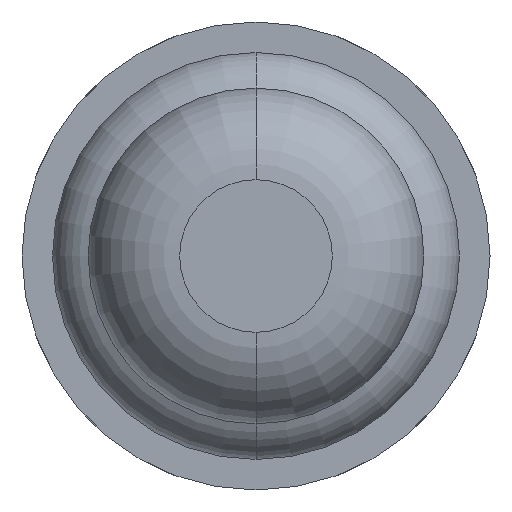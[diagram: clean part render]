
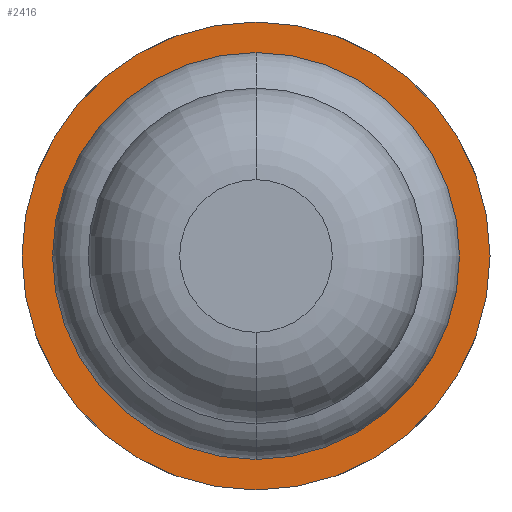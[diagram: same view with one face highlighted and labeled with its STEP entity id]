
A CAD part, front view. The second image highlights one B-rep face of the part: STEP entity #2416.
In plain terms, the highlighted planar face has unit normal (0, -1, 0).
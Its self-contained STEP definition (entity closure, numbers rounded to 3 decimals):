
#57 = DIRECTION ( 'NONE',  ( 0., 1., 0. ) ) ;
#160 = ORIENTED_EDGE ( 'NONE', *, *, #3669, .T. ) ;
#193 = DIRECTION ( 'NONE',  ( 0., 0., 1. ) ) ;
#273 = EDGE_LOOP ( 'NONE', ( #1675, #160 ) ) ;
#308 = CARTESIAN_POINT ( 'NONE',  ( 0., 5., -0.64 ) ) ;
#360 = FACE_BOUND ( 'NONE', #273, .T. ) ;
#410 = FACE_OUTER_BOUND ( 'NONE', #1125, .T. ) ;
#428 = CARTESIAN_POINT ( 'NONE',  ( 0., 5., 1.15 ) ) ;
#694 = EDGE_CURVE ( 'Defeature ausgef�hrt1_25+Defeature ausgef�hrt1_26+Defeature ausgef�hrt1_26+Defeature ausgef�hrt1_26', #1624, #1063, #3387, .T. ) ;
#776 = PLANE ( 'NONE',  #2607 ) ;
#931 = DIRECTION ( 'NONE',  ( 0., 0., 1. ) ) ;
#1016 = EDGE_CURVE ( 'Defeature ausgef�hrt1_25+Defeature ausgef�hrt1_26+Defeature ausgef�hrt1_26+Defeature ausgef�hrt1_26', #1063, #1624, #3716, .T. ) ;
#1063 = VERTEX_POINT ( 'NONE', #3687 ) ;
#1125 = EDGE_LOOP ( 'NONE', ( #3571, #3422 ) ) ;
#1226 = AXIS2_PLACEMENT_3D ( 'NONE', #3596, #4369, #3350 ) ;
#1242 = DIRECTION ( 'NONE',  ( 0., 0., 1. ) ) ;
#1289 = VERTEX_POINT ( 'NONE', #308 ) ;
#1624 = VERTEX_POINT ( 'NONE', #428 ) ;
#1675 = ORIENTED_EDGE ( 'NONE', *, *, #1972, .T. ) ;
#1695 = DIRECTION ( 'NONE',  ( 0., 1., 0. ) ) ;
#1804 = AXIS2_PLACEMENT_3D ( 'NONE', #3712, #2618, #1242 ) ;
#1843 = AXIS2_PLACEMENT_3D ( 'NONE', #2361, #3805, #931 ) ;
#1917 = DIRECTION ( 'NONE',  ( 0., 0., 1. ) ) ;
#1972 = EDGE_CURVE ( 'Defeature ausgef�hrt1_26+Defeature ausgef�hrt1_8+Defeature ausgef�hrt1_8+Defeature ausgef�hrt1_8', #3721, #1289, #3379, .T. ) ;
#2361 = CARTESIAN_POINT ( 'NONE',  ( 0., 5., 0. ) ) ;
#2416 = ADVANCED_FACE ( 'Defeature ausgef�hrt1_26', ( #410, #360 ), #776, .F. ) ;
#2424 = CARTESIAN_POINT ( 'NONE',  ( 0., 5., 0. ) ) ;
#2534 = CIRCLE ( 'NONE', #4419, 0.64 ) ;
#2607 = AXIS2_PLACEMENT_3D ( 'NONE', #4451, #57, #1917 ) ;
#2618 = DIRECTION ( 'NONE',  ( 0., 1., 0. ) ) ;
#2831 = CARTESIAN_POINT ( 'NONE',  ( 0., 5., 0.64 ) ) ;
#3350 = DIRECTION ( 'NONE',  ( 0., 0., 1. ) ) ;
#3379 = CIRCLE ( 'NONE', #1843, 0.64 ) ;
#3387 = CIRCLE ( 'NONE', #1804, 1.15 ) ;
#3422 = ORIENTED_EDGE ( 'NONE', *, *, #694, .F. ) ;
#3571 = ORIENTED_EDGE ( 'NONE', *, *, #1016, .F. ) ;
#3596 = CARTESIAN_POINT ( 'NONE',  ( 0., 5., 0. ) ) ;
#3669 = EDGE_CURVE ( 'Defeature ausgef�hrt1_26+Defeature ausgef�hrt1_8+Defeature ausgef�hrt1_8+Defeature ausgef�hrt1_8', #1289, #3721, #2534, .T. ) ;
#3687 = CARTESIAN_POINT ( 'NONE',  ( 0., 5., -1.15 ) ) ;
#3712 = CARTESIAN_POINT ( 'NONE',  ( 0., 5., 0. ) ) ;
#3716 = CIRCLE ( 'NONE', #1226, 1.15 ) ;
#3721 = VERTEX_POINT ( 'NONE', #2831 ) ;
#3805 = DIRECTION ( 'NONE',  ( 0., 1., 0. ) ) ;
#4369 = DIRECTION ( 'NONE',  ( 0., 1., 0. ) ) ;
#4419 = AXIS2_PLACEMENT_3D ( 'NONE', #2424, #1695, #193 ) ;
#4451 = CARTESIAN_POINT ( 'NONE',  ( 0., 5., 0. ) ) ;
